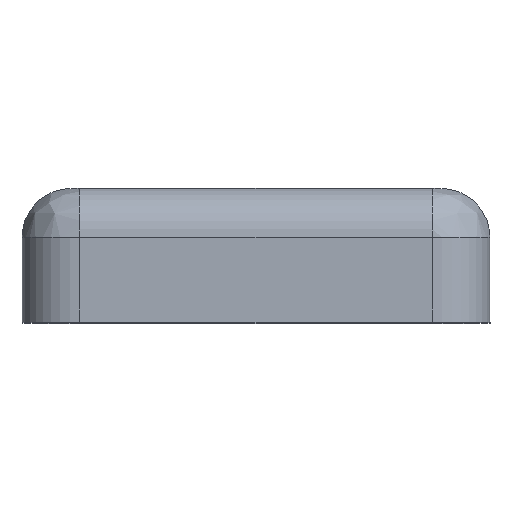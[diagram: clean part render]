
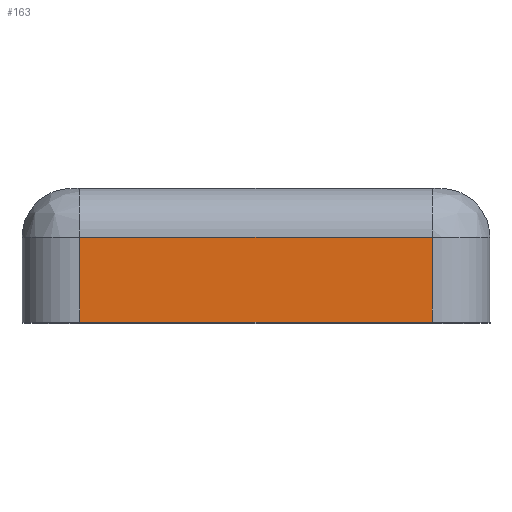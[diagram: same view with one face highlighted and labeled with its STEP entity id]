
A CAD part, top view. The second image highlights one B-rep face of the part: STEP entity #163.
In plain terms, the highlighted planar face has unit normal (0, 0, 1).
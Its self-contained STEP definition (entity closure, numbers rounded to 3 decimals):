
#163 = ADVANCED_FACE( 'NONE', ( #348 ), #349, .T. );
#348 = FACE_OUTER_BOUND( '', #663, .T. );
#349 = PLANE( '', #664 );
#663 = EDGE_LOOP( '', ( #1157, #1158, #1159, #1160 ) );
#664 = AXIS2_PLACEMENT_3D( '', #1161, #1162, #1163 );
#1157 = ORIENTED_EDGE( '', *, *, #1469, .T. );
#1158 = ORIENTED_EDGE( '', *, *, #1555, .F. );
#1159 = ORIENTED_EDGE( '', *, *, #1509, .F. );
#1160 = ORIENTED_EDGE( '', *, *, #1412, .T. );
#1161 = CARTESIAN_POINT( '', ( -3.95, 0., 9.15 ) );
#1162 = DIRECTION( '', ( 0., 0., 1. ) );
#1163 = DIRECTION( '', ( 1., 0., 0. ) );
#1412 = EDGE_CURVE( 'NONE', #1624, #1668, #1670, .T. );
#1469 = EDGE_CURVE( 'NONE', #1668, #1766, #1767, .T. );
#1509 = EDGE_CURVE( 'NONE', #1624, #1617, #1822, .T. );
#1555 = EDGE_CURVE( 'NONE', #1617, #1766, #1882, .T. );
#1617 = VERTEX_POINT( 'NONE', #1956 );
#1624 = VERTEX_POINT( 'NONE', #1963 );
#1668 = VERTEX_POINT( 'NONE', #2019 );
#1670 = LINE( '', #2021, #2022 );
#1766 = VERTEX_POINT( 'NONE', #2141 );
#1767 = LINE( '', #2142, #2143 );
#1822 = LINE( '', #2217, #2218 );
#1882 = LINE( '', #2295, #2296 );
#1956 = CARTESIAN_POINT( '', ( 3.95, -1.1, 9.15 ) );
#1963 = CARTESIAN_POINT( '', ( -3.95, -1.1, 9.15 ) );
#2019 = CARTESIAN_POINT( '', ( -3.95, -3., 9.15 ) );
#2021 = CARTESIAN_POINT( '', ( -3.95, 0., 9.15 ) );
#2022 = VECTOR( '', #2427, 1000. );
#2141 = CARTESIAN_POINT( '', ( 3.95, -3., 9.15 ) );
#2142 = CARTESIAN_POINT( '', ( -3.95, -3., 9.15 ) );
#2143 = VECTOR( '', #2529, 1000. );
#2217 = CARTESIAN_POINT( '', ( -3.95, -1.1, 9.15 ) );
#2218 = VECTOR( '', #2582, 1000. );
#2295 = CARTESIAN_POINT( '', ( 3.95, 0., 9.15 ) );
#2296 = VECTOR( '', #2639, 1000. );
#2427 = DIRECTION( '', ( 0., -1., 0. ) );
#2529 = DIRECTION( '', ( 1., 0., 0. ) );
#2582 = DIRECTION( '', ( 1., 0., 0. ) );
#2639 = DIRECTION( '', ( 0., -1., 0. ) );
